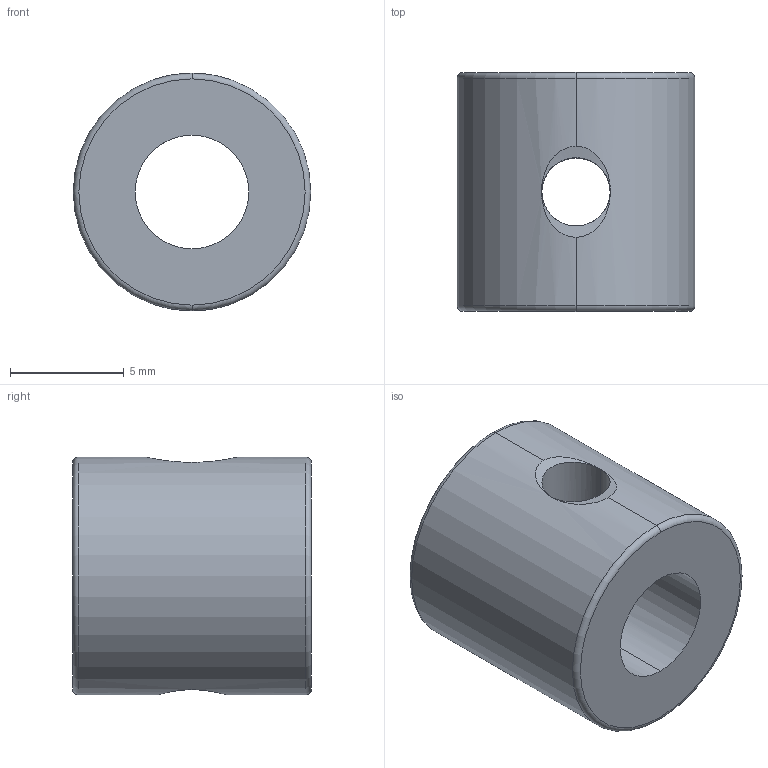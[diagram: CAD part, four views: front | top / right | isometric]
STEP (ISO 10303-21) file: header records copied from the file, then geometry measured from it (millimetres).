
FILE_DESCRIPTION (( 'STEP AP214' ), '1' );
FILE_NAME ('Center.STEP', '2022-06-18T06:58:28', ( '' ), ( '' ), 'SwSTEP 2.0', 'SolidWorks 2021', '' );
FILE_SCHEMA (( 'AUTOMOTIVE_DESIGN' ));
Length unit declared in the file: millimetre
Products named in the file (1): Center
Bounding box: 10.45 x 10.5 x 10.45 mm (x, y, z)
Volume: 653.5 mm3; surface area: 656.8 mm2
Topology: 1 solids, 1 shells, 18 faces, 52 edges, 32 vertices
Faces by surface type: cylinder 10, torus 4, cone 2, plane 2
Entity records: 858 total; most frequent: CARTESIAN_POINT 361, ORIENTED_EDGE 104, DIRECTION 90, EDGE_CURVE 52, AXIS2_PLACEMENT_3D 37, VERTEX_POINT 32, EDGE_LOOP 20, CIRCLE 18
